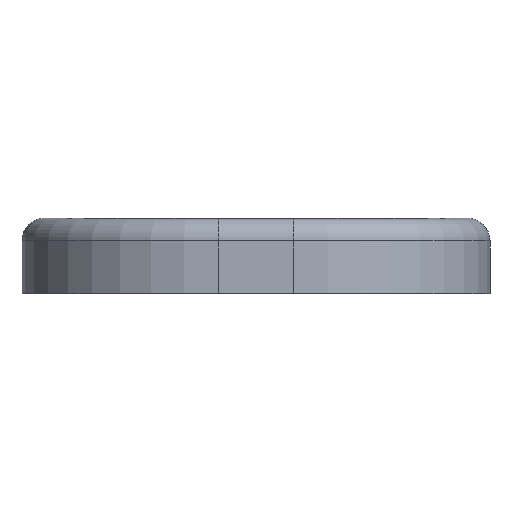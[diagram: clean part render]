
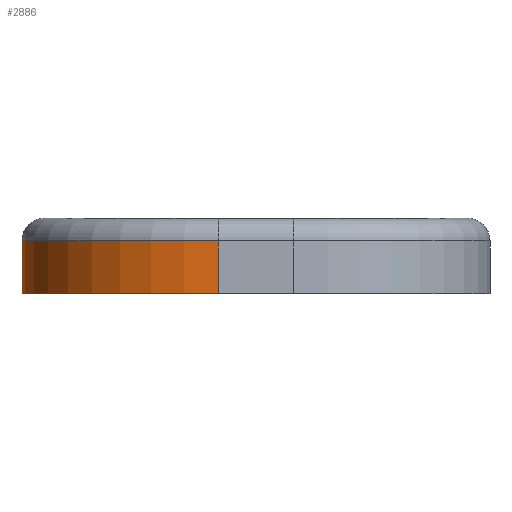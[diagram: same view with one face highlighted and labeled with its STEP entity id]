
A CAD part, left-side view. The second image highlights one B-rep face of the part: STEP entity #2886.
In plain terms, the highlighted cylindrical face has radius 26 mm (diameter 52 mm), a partial arc.
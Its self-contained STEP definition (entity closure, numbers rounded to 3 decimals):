
#317 = ORIENTED_EDGE ( 'NONE', *, *, #2624, .F. ) ;
#589 = CARTESIAN_POINT ( 'NONE',  ( -44.047, 28.321, 10.483 ) ) ;
#602 = ORIENTED_EDGE ( 'NONE', *, *, #5967, .T. ) ;
#618 = DIRECTION ( 'NONE',  ( 1., 0., 0. ) ) ;
#858 = DIRECTION ( 'NONE',  ( 1., 0., 0. ) ) ;
#888 = VERTEX_POINT ( 'NONE', #6316 ) ;
#1007 = CARTESIAN_POINT ( 'NONE',  ( -44.047, 2.321, 13.483 ) ) ;
#1076 = AXIS2_PLACEMENT_3D ( 'NONE', #1509, #5307, #618 ) ;
#1241 = DIRECTION ( 'NONE',  ( 0., 0., -1. ) ) ;
#1312 = CARTESIAN_POINT ( 'NONE',  ( -44.047, 28.321, 13.483 ) ) ;
#1417 = DIRECTION ( 'NONE',  ( 0., 0., -1. ) ) ;
#1509 = CARTESIAN_POINT ( 'NONE',  ( -44.047, 2.321, 3.483 ) ) ;
#1520 = VECTOR ( 'NONE', #1241, 1000. ) ;
#2432 = CARTESIAN_POINT ( 'NONE',  ( -44.047, 2.321, 10.483 ) ) ;
#2624 = EDGE_CURVE ( 'NONE', #4099, #2793, #4641, .T. ) ;
#2648 = CYLINDRICAL_SURFACE ( 'NONE', #6162, 26. ) ;
#2793 = VERTEX_POINT ( 'NONE', #5958 ) ;
#2886 = ADVANCED_FACE ( 'NONE', ( #5768 ), #2648, .T. ) ;
#2941 = CARTESIAN_POINT ( 'NONE',  ( -70.047, 2.321, 10.483 ) ) ;
#2943 = LINE ( 'NONE', #1312, #1520 ) ;
#3181 = DIRECTION ( 'NONE',  ( 0., 0., -1. ) ) ;
#3529 = ORIENTED_EDGE ( 'NONE', *, *, #4679, .T. ) ;
#3816 = AXIS2_PLACEMENT_3D ( 'NONE', #2432, #4592, #858 ) ;
#4099 = VERTEX_POINT ( 'NONE', #2941 ) ;
#4280 = DIRECTION ( 'NONE',  ( -1., 0., 0. ) ) ;
#4489 = EDGE_LOOP ( 'NONE', ( #317, #4917, #3529, #602 ) ) ;
#4592 = DIRECTION ( 'NONE',  ( 0., 0., -1. ) ) ;
#4641 = LINE ( 'NONE', #5850, #5930 ) ;
#4679 = EDGE_CURVE ( 'NONE', #4988, #888, #2943, .T. ) ;
#4917 = ORIENTED_EDGE ( 'NONE', *, *, #6868, .T. ) ;
#4988 = VERTEX_POINT ( 'NONE', #589 ) ;
#5307 = DIRECTION ( 'NONE',  ( 0., 0., 1. ) ) ;
#5768 = FACE_OUTER_BOUND ( 'NONE', #4489, .T. ) ;
#5850 = CARTESIAN_POINT ( 'NONE',  ( -70.047, 2.321, 13.483 ) ) ;
#5930 = VECTOR ( 'NONE', #1417, 1000. ) ;
#5958 = CARTESIAN_POINT ( 'NONE',  ( -70.047, 2.321, 3.483 ) ) ;
#5967 = EDGE_CURVE ( 'NONE', #888, #2793, #6292, .T. ) ;
#6162 = AXIS2_PLACEMENT_3D ( 'NONE', #1007, #3181, #4280 ) ;
#6292 = CIRCLE ( 'NONE', #1076, 26. ) ;
#6316 = CARTESIAN_POINT ( 'NONE',  ( -44.047, 28.321, 3.483 ) ) ;
#6868 = EDGE_CURVE ( 'NONE', #4099, #4988, #6880, .T. ) ;
#6880 = CIRCLE ( 'NONE', #3816, 26. ) ;
